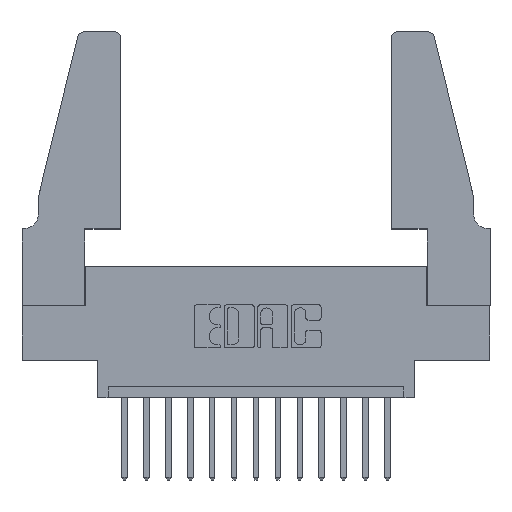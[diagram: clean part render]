
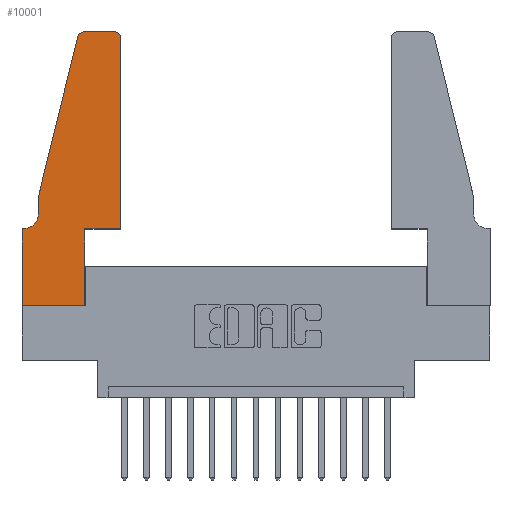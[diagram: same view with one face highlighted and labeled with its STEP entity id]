
A CAD part, top view. The second image highlights one B-rep face of the part: STEP entity #10001.
In plain terms, the highlighted planar face has unit normal (0, 0, 1).
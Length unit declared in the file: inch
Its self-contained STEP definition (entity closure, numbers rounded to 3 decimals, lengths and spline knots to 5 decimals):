
#184 = EDGE_CURVE ( 'NONE', #2935, #5753, #13255, .T. ) ;
#257 = LINE ( 'NONE', #9425, #6612 ) ;
#277 = DIRECTION ( 'NONE',  ( 1., 0., 0. ) ) ;
#612 = CARTESIAN_POINT ( 'NONE',  ( 0.284, 1.25, 0.37 ) ) ;
#745 = ORIENTED_EDGE ( 'NONE', *, *, #13063, .T. ) ;
#913 = DIRECTION ( 'NONE',  ( 0., 0., 1. ) ) ;
#935 = CARTESIAN_POINT ( 'NONE',  ( 0., 0., 0.37 ) ) ;
#991 = LINE ( 'NONE', #3994, #8304 ) ;
#1024 = VERTEX_POINT ( 'NONE', #11265 ) ;
#1200 = CARTESIAN_POINT ( 'NONE',  ( 0.4505, 0.35, 0.37 ) ) ;
#1336 = LINE ( 'NONE', #11519, #14106 ) ;
#1605 = CIRCLE ( 'NONE', #4052, 0.07 ) ;
#1834 = VECTOR ( 'NONE', #5950, 39.37008 ) ;
#1924 = EDGE_CURVE ( 'NONE', #7638, #12002, #991, .T. ) ;
#1962 = CARTESIAN_POINT ( 'NONE',  ( 0.0755, 0.5, 0.37 ) ) ;
#1995 = VERTEX_POINT ( 'NONE', #612 ) ;
#2146 = CARTESIAN_POINT ( 'NONE',  ( 0.25487, 1.22718, 0.37 ) ) ;
#2390 = ORIENTED_EDGE ( 'NONE', *, *, #14049, .T. ) ;
#2807 = DIRECTION ( 'NONE',  ( 0., 0., 1. ) ) ;
#2813 = CARTESIAN_POINT ( 'NONE',  ( 0.2865, 0.35, 0.37 ) ) ;
#2935 = VERTEX_POINT ( 'NONE', #10937 ) ;
#3012 = VERTEX_POINT ( 'NONE', #5853 ) ;
#3447 = EDGE_CURVE ( 'NONE', #5753, #7319, #1336, .T. ) ;
#3471 = ORIENTED_EDGE ( 'NONE', *, *, #13020, .T. ) ;
#3565 = CARTESIAN_POINT ( 'NONE',  ( 0.0755, 0.35, 0.37 ) ) ;
#3731 = DIRECTION ( 'NONE',  ( -1., 0., 0. ) ) ;
#3931 = LINE ( 'NONE', #3565, #1834 ) ;
#3938 = DIRECTION ( 'NONE',  ( 0., -1., 0. ) ) ;
#3994 = CARTESIAN_POINT ( 'NONE',  ( 0., 0., 0.37 ) ) ;
#4026 = CARTESIAN_POINT ( 'NONE',  ( 0., 0.35, 0.37 ) ) ;
#4052 = AXIS2_PLACEMENT_3D ( 'NONE', #12204, #14743, #12150 ) ;
#4419 = ORIENTED_EDGE ( 'NONE', *, *, #1924, .T. ) ;
#5005 = EDGE_CURVE ( 'NONE', #7319, #7153, #15041, .T. ) ;
#5253 = DIRECTION ( 'NONE',  ( 0., 1., 0. ) ) ;
#5445 = DIRECTION ( 'NONE',  ( 0., 1., 0. ) ) ;
#5640 = AXIS2_PLACEMENT_3D ( 'NONE', #8316, #913, #8435 ) ;
#5753 = VERTEX_POINT ( 'NONE', #1200 ) ;
#5754 = VECTOR ( 'NONE', #7132, 39.37008 ) ;
#5853 = CARTESIAN_POINT ( 'NONE',  ( 0.0755, 0.42, 0.37 ) ) ;
#5950 = DIRECTION ( 'NONE',  ( -1., 0., 0. ) ) ;
#6074 = EDGE_CURVE ( 'NONE', #9065, #2935, #9501, .T. ) ;
#6083 = AXIS2_PLACEMENT_3D ( 'NONE', #4026, #7735, #7098 ) ;
#6306 = EDGE_CURVE ( 'NONE', #1024, #3012, #257, .T. ) ;
#6502 = EDGE_CURVE ( 'NONE', #1995, #15816, #10092, .T. ) ;
#6612 = VECTOR ( 'NONE', #13073, 39.37008 ) ;
#6766 = CARTESIAN_POINT ( 'NONE',  ( 0.2865, 0., 0.37 ) ) ;
#6845 = ORIENTED_EDGE ( 'NONE', *, *, #184, .T. ) ;
#7076 = VECTOR ( 'NONE', #3731, 39.37008 ) ;
#7098 = DIRECTION ( 'NONE',  ( 1., 0., 0. ) ) ;
#7132 = DIRECTION ( 'NONE',  ( -0.239, -0.971, 0. ) ) ;
#7153 = VERTEX_POINT ( 'NONE', #9843 ) ;
#7319 = VERTEX_POINT ( 'NONE', #9131 ) ;
#7422 = CARTESIAN_POINT ( 'NONE',  ( 0., 0.35, 0.37 ) ) ;
#7428 = ORIENTED_EDGE ( 'NONE', *, *, #5005, .T. ) ;
#7458 = LINE ( 'NONE', #13273, #7076 ) ;
#7638 = VERTEX_POINT ( 'NONE', #7422 ) ;
#7735 = DIRECTION ( 'NONE',  ( 0., 0., 1. ) ) ;
#8304 = VECTOR ( 'NONE', #3938, 39.37008 ) ;
#8316 = CARTESIAN_POINT ( 'NONE',  ( 0.284, 1.22, 0.37 ) ) ;
#8435 = DIRECTION ( 'NONE',  ( 1., 0., 0. ) ) ;
#8556 = VECTOR ( 'NONE', #14928, 39.37008 ) ;
#8589 = EDGE_CURVE ( 'NONE', #15816, #1024, #10391, .T. ) ;
#8857 = CARTESIAN_POINT ( 'NONE',  ( 0., 0., 0.37 ) ) ;
#9065 = VERTEX_POINT ( 'NONE', #6766 ) ;
#9131 = CARTESIAN_POINT ( 'NONE',  ( 0.4505, 1.22, 0.37 ) ) ;
#9425 = CARTESIAN_POINT ( 'NONE',  ( 0.0755, 0.5, 0.37 ) ) ;
#9501 = LINE ( 'NONE', #2813, #10287 ) ;
#9587 = EDGE_CURVE ( 'NONE', #7153, #1995, #7458, .T. ) ;
#9706 = ORIENTED_EDGE ( 'NONE', *, *, #6502, .T. ) ;
#9720 = LINE ( 'NONE', #8857, #8556 ) ;
#9843 = CARTESIAN_POINT ( 'NONE',  ( 0.4205, 1.25, 0.37 ) ) ;
#10001 = ADVANCED_FACE ( 'NONE', ( #12699 ), #15482, .T. ) ;
#10092 = CIRCLE ( 'NONE', #5640, 0.03 ) ;
#10287 = VECTOR ( 'NONE', #5253, 39.37008 ) ;
#10391 = LINE ( 'NONE', #1962, #5754 ) ;
#10625 = ORIENTED_EDGE ( 'NONE', *, *, #9587, .T. ) ;
#10703 = VECTOR ( 'NONE', #14715, 39.37008 ) ;
#10937 = CARTESIAN_POINT ( 'NONE',  ( 0.2865, 0.35, 0.37 ) ) ;
#11265 = CARTESIAN_POINT ( 'NONE',  ( 0.0755, 0.5, 0.37 ) ) ;
#11341 = ORIENTED_EDGE ( 'NONE', *, *, #8589, .T. ) ;
#11343 = AXIS2_PLACEMENT_3D ( 'NONE', #14978, #2807, #277 ) ;
#11519 = CARTESIAN_POINT ( 'NONE',  ( 0.4505, 0.35, 0.37 ) ) ;
#12002 = VERTEX_POINT ( 'NONE', #935 ) ;
#12150 = DIRECTION ( 'NONE',  ( -1., 0., 0. ) ) ;
#12204 = CARTESIAN_POINT ( 'NONE',  ( 0.0055, 0.42, 0.37 ) ) ;
#12409 = ORIENTED_EDGE ( 'NONE', *, *, #3447, .T. ) ;
#12699 = FACE_OUTER_BOUND ( 'NONE', #15866, .T. ) ;
#12964 = ORIENTED_EDGE ( 'NONE', *, *, #6074, .T. ) ;
#13020 = EDGE_CURVE ( 'NONE', #14028, #7638, #3931, .T. ) ;
#13063 = EDGE_CURVE ( 'NONE', #12002, #9065, #9720, .T. ) ;
#13073 = DIRECTION ( 'NONE',  ( 0., -1., 0. ) ) ;
#13255 = LINE ( 'NONE', #13595, #10703 ) ;
#13273 = CARTESIAN_POINT ( 'NONE',  ( 0.2605, 1.25, 0.37 ) ) ;
#13595 = CARTESIAN_POINT ( 'NONE',  ( 0.4505, 0.35, 0.37 ) ) ;
#14028 = VERTEX_POINT ( 'NONE', #15993 ) ;
#14049 = EDGE_CURVE ( 'NONE', #3012, #14028, #1605, .T. ) ;
#14106 = VECTOR ( 'NONE', #5445, 39.37008 ) ;
#14715 = DIRECTION ( 'NONE',  ( 1., 0., 0. ) ) ;
#14743 = DIRECTION ( 'NONE',  ( 0., 0., -1. ) ) ;
#14928 = DIRECTION ( 'NONE',  ( 1., 0., 0. ) ) ;
#14978 = CARTESIAN_POINT ( 'NONE',  ( 0.4205, 1.22, 0.37 ) ) ;
#15041 = CIRCLE ( 'NONE', #11343, 0.03 ) ;
#15124 = ORIENTED_EDGE ( 'NONE', *, *, #6306, .T. ) ;
#15482 = PLANE ( 'NONE',  #6083 ) ;
#15816 = VERTEX_POINT ( 'NONE', #2146 ) ;
#15866 = EDGE_LOOP ( 'NONE', ( #10625, #9706, #11341, #15124, #2390, #3471, #4419, #745, #12964, #6845, #12409, #7428 ) ) ;
#15993 = CARTESIAN_POINT ( 'NONE',  ( 0.0055, 0.35, 0.37 ) ) ;
